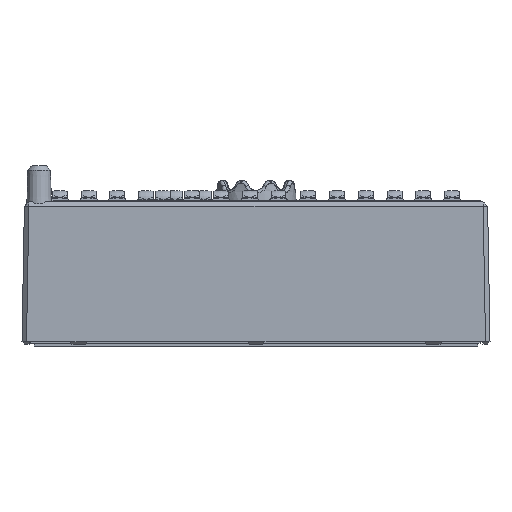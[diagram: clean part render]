
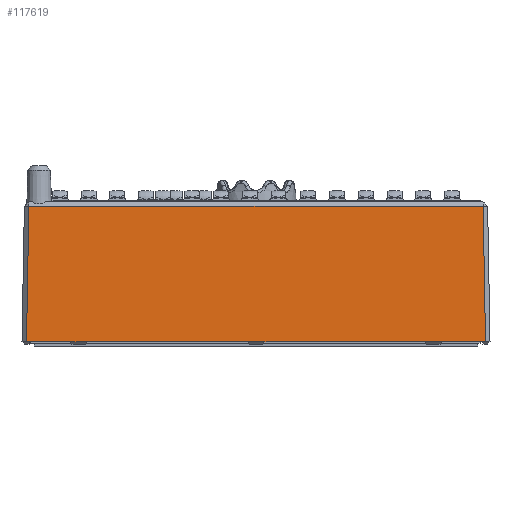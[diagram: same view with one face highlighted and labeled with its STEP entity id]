
A CAD part, left-side view. The second image highlights one B-rep face of the part: STEP entity #117619.
In plain terms, the highlighted planar face has unit normal (-1, 0, 0.018).
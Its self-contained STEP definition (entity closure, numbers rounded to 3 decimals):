
#21019=ORIENTED_EDGE('',*,*,#51627,.T.);
#21020=ORIENTED_EDGE('',*,*,#49759,.T.);
#21021=ORIENTED_EDGE('',*,*,#51628,.T.);
#21022=ORIENTED_EDGE('',*,*,#49787,.T.);
#21023=ORIENTED_EDGE('',*,*,#51629,.T.);
#21024=ORIENTED_EDGE('',*,*,#49795,.T.);
#21025=ORIENTED_EDGE('',*,*,#51630,.T.);
#21026=ORIENTED_EDGE('',*,*,#49842,.T.);
#21027=ORIENTED_EDGE('',*,*,#51631,.T.);
#21028=ORIENTED_EDGE('',*,*,#49827,.T.);
#49759=EDGE_CURVE('',#65896,#65897,#78368,.T.);
#49787=EDGE_CURVE('',#65909,#65906,#78396,.T.);
#49795=EDGE_CURVE('',#65912,#65910,#78404,.T.);
#49827=EDGE_CURVE('',#65926,#65931,#78435,.T.);
#49842=EDGE_CURVE('',#65942,#65937,#78450,.T.);
#51627=EDGE_CURVE('',#65931,#65896,#79724,.T.);
#51628=EDGE_CURVE('',#65897,#65909,#79725,.T.);
#51629=EDGE_CURVE('',#65906,#65912,#79726,.T.);
#51630=EDGE_CURVE('',#65910,#65942,#79727,.T.);
#51631=EDGE_CURVE('',#65937,#65926,#79728,.T.);
#65896=VERTEX_POINT('',#186475);
#65897=VERTEX_POINT('',#186477);
#65906=VERTEX_POINT('',#186521);
#65909=VERTEX_POINT('',#186529);
#65910=VERTEX_POINT('',#186537);
#65912=VERTEX_POINT('',#186544);
#65926=VERTEX_POINT('',#186597);
#65931=VERTEX_POINT('',#186610);
#65937=VERTEX_POINT('',#186628);
#65942=VERTEX_POINT('',#186640);
#78368=LINE('',#186478,#90048);
#78396=LINE('',#186532,#90076);
#78404=LINE('',#186547,#90084);
#78435=LINE('',#186612,#90115);
#78450=LINE('',#186642,#90130);
#79724=LINE('',#193112,#91404);
#79725=LINE('',#193113,#91405);
#79726=LINE('',#193114,#91406);
#79727=LINE('',#193115,#91407);
#79728=LINE('',#193116,#91408);
#90048=VECTOR('',#139096,1000.);
#90076=VECTOR('',#139152,1000.);
#90084=VECTOR('',#139168,1000.);
#90115=VECTOR('',#139227,1000.);
#90130=VECTOR('',#139252,1000.);
#91404=VECTOR('',#142472,1000.);
#91405=VECTOR('',#142473,1000.);
#91406=VECTOR('',#142474,1000.);
#91407=VECTOR('',#142475,1000.);
#91408=VECTOR('',#142476,1000.);
#99933=EDGE_LOOP('',(#21019,#21020,#21021,#21022,#21023,#21024,#21025,#21026,
#21027,#21028));
#106963=FACE_BOUND('',#99933,.T.);
#113234=PLANE('',#124497);
#117619=ADVANCED_FACE('',(#106963),#113234,.T.);
#124497=AXIS2_PLACEMENT_3D('',#193111,#142470,#142471);
#139096=DIRECTION('',(0.,-1.,0.));
#139152=DIRECTION('',(0.,-1.,0.));
#139168=DIRECTION('',(0.,-1.,0.));
#139227=DIRECTION('',(-0.017,0.017,-1.));
#139252=DIRECTION('',(0.017,0.017,1.));
#142470=DIRECTION('',(-1.,0.,0.017));
#142471=DIRECTION('',(-0.017,0.,-1.));
#142472=DIRECTION('',(0.,-1.,0.));
#142473=DIRECTION('',(0.,-1.,0.));
#142474=DIRECTION('',(0.,-1.,0.));
#142475=DIRECTION('',(0.,-1.,0.));
#142476=DIRECTION('',(0.,1.,0.));
#186475=CARTESIAN_POINT('',(-29.5,20.7,-0.45));
#186477=CARTESIAN_POINT('',(-29.5,18.7,-0.45));
#186478=CARTESIAN_POINT('',(-29.5,20.7,-0.45));
#186521=CARTESIAN_POINT('',(-29.5,-1.,-0.45));
#186529=CARTESIAN_POINT('',(-29.5,1.,-0.45));
#186532=CARTESIAN_POINT('',(-29.5,-1.,-0.45));
#186537=CARTESIAN_POINT('',(-29.5,-20.7,-0.45));
#186544=CARTESIAN_POINT('',(-29.5,-18.7,-0.45));
#186547=CARTESIAN_POINT('',(-29.5,-20.7,-0.45));
#186597=CARTESIAN_POINT('',(-29.237,25.237,14.6));
#186610=CARTESIAN_POINT('',(-29.5,25.5,-0.45));
#186612=CARTESIAN_POINT('',(-29.5,25.5,-0.459));
#186628=CARTESIAN_POINT('',(-29.237,-25.237,14.6));
#186640=CARTESIAN_POINT('',(-29.5,-25.5,-0.45));
#186642=CARTESIAN_POINT('',(-29.484,-25.484,0.448));
#193111=CARTESIAN_POINT('',(-29.5,26.,-0.45));
#193112=CARTESIAN_POINT('',(-29.5,26.,-0.45));
#193113=CARTESIAN_POINT('',(-29.5,26.,-0.45));
#193114=CARTESIAN_POINT('',(-29.5,26.,-0.45));
#193115=CARTESIAN_POINT('',(-29.5,26.,-0.45));
#193116=CARTESIAN_POINT('',(-29.237,25.729,14.6));
